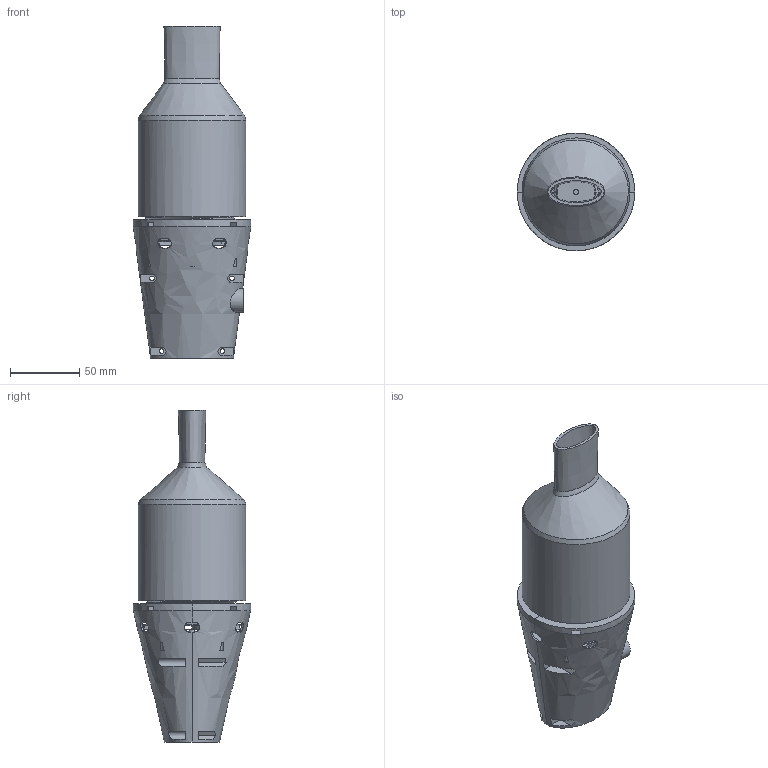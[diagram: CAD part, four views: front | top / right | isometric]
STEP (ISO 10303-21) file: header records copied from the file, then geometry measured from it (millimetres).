
FILE_DESCRIPTION(/* description */ (''),/* implementation_level */ '2;1');
FILE_NAME(/* name */ 'Vacuum_Cleaner v20.step',/* time_stamp */ '2024-07-17T21:19:28-07:00',/* author */ (''),/* organization */ (''),/* preprocessor_version */ 'ST-DEVELOPER v20',/* originating_system */ 'Autodesk Translation Framework v13.14.0.145',/* authorisation */ '');
FILE_SCHEMA (('AUTOMOTIVE_DESIGN { 1 0 10303 214 3 1 1 }'));
Length unit declared in the file: millimetre
Products named in the file (4): Vacuum_Cleaner; Motor; Motor_Housing; Filter_Housing
Assembly tree (3 placements, depth 2):
  Vacuum_Cleaner
    Motor
    Motor_Housing
    Filter_Housing
Bounding box: 85 x 85 x 240 mm (x, y, z)
Volume: 244625.4 mm3; surface area: 173532.5 mm2
Topology: 7 solids, 7 shells, 412 faces, 1179 edges, 768 vertices
Faces by surface type: plane 249, cylinder 120, bspline 38, cone 3, torus 2
Full cylindrical faces by diameter (mm): 2.8 x2, 3.4 x20, 3.5 x1, 5.8 x4, 35 x1, 35.6 x2, 38.4 x1, 39.9 x1, 45.2 x1, 54.6 x1, 59 x1, 60.736 x2, 61.905 x2, 67.42 x2, 68.621 x1, 71 x2, 75 x1, 78 x1
Entity records: 22123 total; most frequent: CARTESIAN_POINT 11715, ORIENTED_EDGE 2358, DIRECTION 1788, EDGE_CURVE 1179, VERTEX_POINT 768, LINE 618, VECTOR 618, AXIS2_PLACEMENT_3D 585
